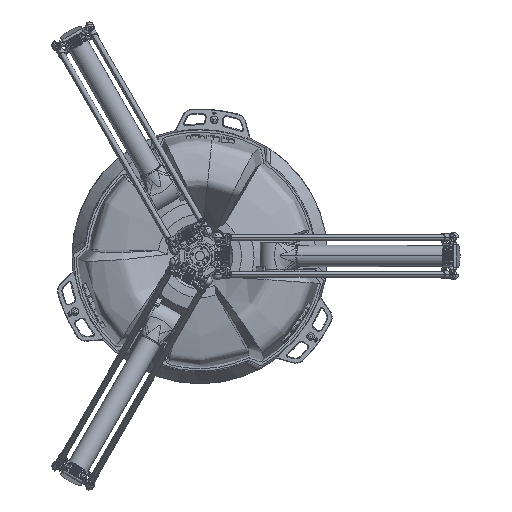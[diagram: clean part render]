
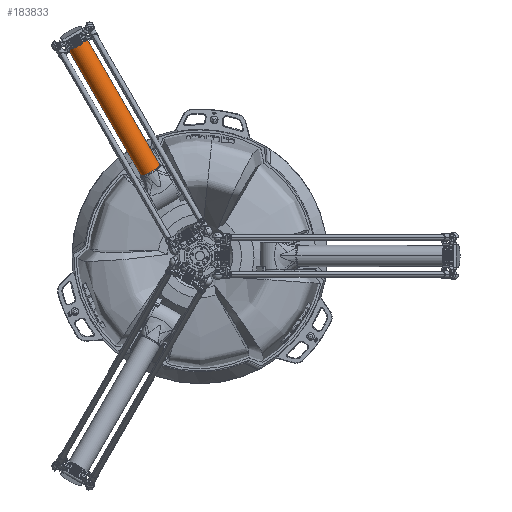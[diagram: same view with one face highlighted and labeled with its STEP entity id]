
A CAD part, front view. The second image highlights one B-rep face of the part: STEP entity #183833.
In plain terms, the highlighted cylindrical face has radius 29 mm (diameter 58 mm), a partial arc.
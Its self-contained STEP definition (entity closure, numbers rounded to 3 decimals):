
#1342 = EDGE_CURVE ( 'NONE', #128225, #210205, #20444, .T. ) ;
#8540 = CARTESIAN_POINT ( 'NONE',  ( -109.282, 247.283, 269.677 ) ) ;
#16912 = CIRCLE ( 'NONE', #112057, 29. ) ;
#20444 = LINE ( 'NONE', #201350, #195256 ) ;
#32674 = CARTESIAN_POINT ( 'NONE',  ( -346.015, 599.315, 236.93 ) ) ;
#38818 = VECTOR ( 'NONE', #175200, 1000. ) ;
#43907 = DIRECTION ( 'NONE',  ( 0.499, -0.863, 0.077 ) ) ;
#45027 = CARTESIAN_POINT ( 'NONE',  ( -134.397, 232.783, 269.677 ) ) ;
#53142 = AXIS2_PLACEMENT_3D ( 'NONE', #196434, #43907, #95731 ) ;
#57865 = CYLINDRICAL_SURFACE ( 'NONE', #125474, 29. ) ;
#67922 = LINE ( 'NONE', #89307, #38818 ) ;
#74505 = ORIENTED_EDGE ( 'NONE', *, *, #1342, .F. ) ;
#76899 = DIRECTION ( 'NONE',  ( 0.866, 0.5, 0. ) ) ;
#77314 = ORIENTED_EDGE ( 'NONE', *, *, #151567, .T. ) ;
#79718 = EDGE_CURVE ( 'NONE', #128225, #106087, #174775, .T. ) ;
#84709 = ORIENTED_EDGE ( 'NONE', *, *, #181046, .T. ) ;
#89307 = CARTESIAN_POINT ( 'NONE',  ( -371.129, 584.815, 236.93 ) ) ;
#95731 = DIRECTION ( 'NONE',  ( 0.866, 0.5, 0. ) ) ;
#97933 = CARTESIAN_POINT ( 'NONE',  ( -361.045, 567.348, 238.491 ) ) ;
#98522 = EDGE_LOOP ( 'NONE', ( #138462, #84709, #77314, #74505 ) ) ;
#98586 = DIRECTION ( 'NONE',  ( 0.866, 0.5, 0. ) ) ;
#99936 = DIRECTION ( 'NONE',  ( 0.499, -0.863, 0.077 ) ) ;
#100807 = DIRECTION ( 'NONE',  ( 0.499, -0.863, 0.077 ) ) ;
#106087 = VERTEX_POINT ( 'NONE', #97933 ) ;
#112057 = AXIS2_PLACEMENT_3D ( 'NONE', #45027, #129583, #76899 ) ;
#113582 = FACE_OUTER_BOUND ( 'NONE', #98522, .T. ) ;
#113698 = CARTESIAN_POINT ( 'NONE',  ( -310.815, 596.348, 238.491 ) ) ;
#116389 = CARTESIAN_POINT ( 'NONE',  ( -159.512, 218.283, 269.677 ) ) ;
#125474 = AXIS2_PLACEMENT_3D ( 'NONE', #32674, #100807, #98586 ) ;
#128225 = VERTEX_POINT ( 'NONE', #113698 ) ;
#129583 = DIRECTION ( 'NONE',  ( -0.499, 0.863, -0.077 ) ) ;
#137601 = VERTEX_POINT ( 'NONE', #116389 ) ;
#138462 = ORIENTED_EDGE ( 'NONE', *, *, #79718, .T. ) ;
#151567 = EDGE_CURVE ( 'NONE', #137601, #210205, #16912, .T. ) ;
#174775 = CIRCLE ( 'NONE', #53142, 29. ) ;
#175200 = DIRECTION ( 'NONE',  ( 0.499, -0.863, 0.077 ) ) ;
#181046 = EDGE_CURVE ( 'NONE', #106087, #137601, #67922, .T. ) ;
#183833 = ADVANCED_FACE ( 'NONE', ( #113582 ), #57865, .T. ) ;
#195256 = VECTOR ( 'NONE', #99936, 1000. ) ;
#196434 = CARTESIAN_POINT ( 'NONE',  ( -335.93, 581.848, 238.491 ) ) ;
#201350 = CARTESIAN_POINT ( 'NONE',  ( -320.9, 613.815, 236.93 ) ) ;
#210205 = VERTEX_POINT ( 'NONE', #8540 ) ;
